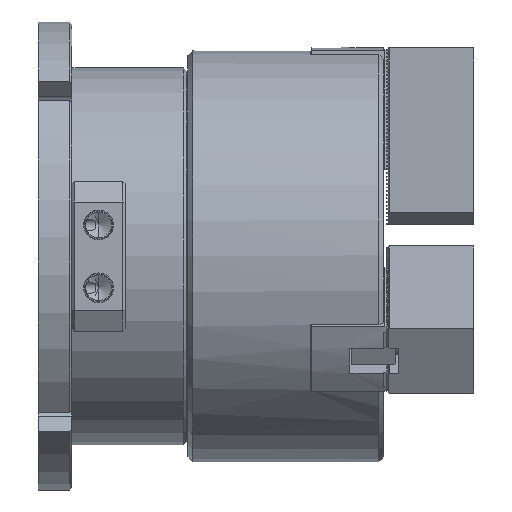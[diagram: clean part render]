
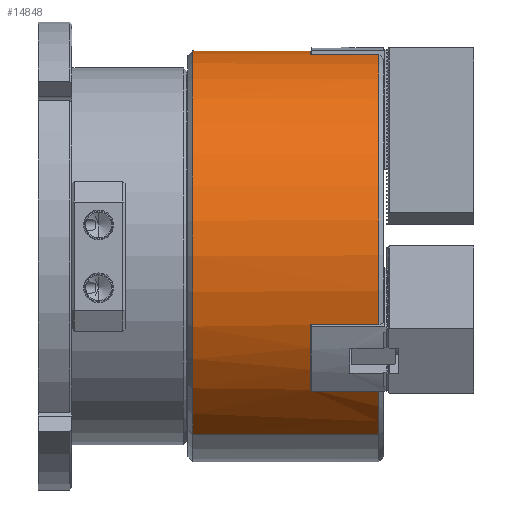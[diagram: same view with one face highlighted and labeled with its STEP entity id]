
A CAD part, front view. The second image highlights one B-rep face of the part: STEP entity #14848.
In plain terms, the highlighted cylindrical face has radius 85 mm (diameter 170 mm), a partial arc.
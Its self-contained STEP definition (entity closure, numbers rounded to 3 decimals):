
#1364 = EDGE_CURVE ( 'NONE', #29590, #30118, #31925, .T. ) ;
#1723 = VECTOR ( 'NONE', #21841, 1000. ) ;
#2799 = LINE ( 'NONE', #24413, #35586 ) ;
#4262 = DIRECTION ( 'NONE',  ( 1., 0., 0. ) ) ;
#5201 = DIRECTION ( 'NONE',  ( -1., 0., 0. ) ) ;
#5736 = ORIENTED_EDGE ( 'NONE', *, *, #39724, .T. ) ;
#7362 = CARTESIAN_POINT ( 'NONE',  ( 50.7, -28.364, 80.128 ) ) ;
#7555 = CARTESIAN_POINT ( 'NONE',  ( 329.829, 0., 0. ) ) ;
#8143 = CARTESIAN_POINT ( 'NONE',  ( 2., 0., 0. ) ) ;
#8184 = VECTOR ( 'NONE', #4262, 1000. ) ;
#8904 = DIRECTION ( 'NONE',  ( -1., 0., 0. ) ) ;
#9066 = AXIS2_PLACEMENT_3D ( 'NONE', #33698, #14140, #37010 ) ;
#10124 = DIRECTION ( 'NONE',  ( -1., 0., 0. ) ) ;
#10460 = CYLINDRICAL_SURFACE ( 'NONE', #26557, 85. ) ;
#10480 = ORIENTED_EDGE ( 'NONE', *, *, #39570, .T. ) ;
#10670 = DIRECTION ( 'NONE',  ( -1., 0., 0. ) ) ;
#11251 = CARTESIAN_POINT ( 'NONE',  ( 50.7, -55.211, -64.628 ) ) ;
#11469 = DIRECTION ( 'NONE',  ( 0., 0., 1. ) ) ;
#11513 = FACE_OUTER_BOUND ( 'NONE', #14048, .T. ) ;
#12058 = AXIS2_PLACEMENT_3D ( 'NONE', #8143, #31071, #11469 ) ;
#12984 = ORIENTED_EDGE ( 'NONE', *, *, #38764, .T. ) ;
#13261 = AXIS2_PLACEMENT_3D ( 'NONE', #34083, #33787, #33654 ) ;
#14048 = EDGE_LOOP ( 'NONE', ( #15667, #23107, #15055, #5736, #18204, #39743, #36538, #12984, #17977, #10480, #22626, #17656 ) ) ;
#14140 = DIRECTION ( 'NONE',  ( -1., 0., 0. ) ) ;
#14350 = EDGE_CURVE ( 'NONE', #26029, #30118, #2799, .T. ) ;
#14488 = CIRCLE ( 'NONE', #20655, 85. ) ;
#14848 = ADVANCED_FACE ( 'NONE', ( #11513 ), #10460, .T. ) ;
#15055 = ORIENTED_EDGE ( 'NONE', *, *, #32686, .T. ) ;
#15255 = CARTESIAN_POINT ( 'NONE',  ( 79., -28.364, 80.128 ) ) ;
#15267 = CIRCLE ( 'NONE', #21154, 85. ) ;
#15509 = CIRCLE ( 'NONE', #12058, 85. ) ;
#15667 = ORIENTED_EDGE ( 'NONE', *, *, #14350, .F. ) ;
#15753 = VERTEX_POINT ( 'NONE', #25396 ) ;
#15945 = CARTESIAN_POINT ( 'NONE',  ( 79., -55.211, -64.628 ) ) ;
#17202 = DIRECTION ( 'NONE',  ( 1., 0., 0. ) ) ;
#17656 = ORIENTED_EDGE ( 'NONE', *, *, #1364, .T. ) ;
#17977 = ORIENTED_EDGE ( 'NONE', *, *, #27738, .T. ) ;
#18062 = VERTEX_POINT ( 'NONE', #32987 ) ;
#18194 = VERTEX_POINT ( 'NONE', #11251 ) ;
#18204 = ORIENTED_EDGE ( 'NONE', *, *, #40469, .T. ) ;
#19022 = DIRECTION ( 'NONE',  ( 1., 0., 0. ) ) ;
#19108 = VERTEX_POINT ( 'NONE', #15945 ) ;
#19402 = VERTEX_POINT ( 'NONE', #20923 ) ;
#19646 = VERTEX_POINT ( 'NONE', #38491 ) ;
#20232 = VERTEX_POINT ( 'NONE', #7362 ) ;
#20655 = AXIS2_PLACEMENT_3D ( 'NONE', #30291, #10670, #33557 ) ;
#20923 = CARTESIAN_POINT ( 'NONE',  ( 79., -55.211, 64.628 ) ) ;
#21154 = AXIS2_PLACEMENT_3D ( 'NONE', #28509, #8904, #31800 ) ;
#21841 = DIRECTION ( 'NONE',  ( -1., 0., 0. ) ) ;
#22626 = ORIENTED_EDGE ( 'NONE', *, *, #30775, .T. ) ;
#23107 = ORIENTED_EDGE ( 'NONE', *, *, #37448, .T. ) ;
#23757 = DIRECTION ( 'NONE',  ( 0., 0., -1. ) ) ;
#23758 = CARTESIAN_POINT ( 'NONE',  ( 329.829, -55.211, -64.628 ) ) ;
#24413 = CARTESIAN_POINT ( 'NONE',  ( 329.829, 0., 85. ) ) ;
#24786 = VECTOR ( 'NONE', #19022, 1000. ) ;
#24800 = LINE ( 'NONE', #23758, #31448 ) ;
#24815 = CARTESIAN_POINT ( 'NONE',  ( 329.829, -55.211, 64.628 ) ) ;
#24894 = CIRCLE ( 'NONE', #33993, 85. ) ;
#25396 = CARTESIAN_POINT ( 'NONE',  ( 79., -28.364, -80.128 ) ) ;
#25654 = CARTESIAN_POINT ( 'NONE',  ( 2., 0., 85. ) ) ;
#25853 = VERTEX_POINT ( 'NONE', #27811 ) ;
#26029 = VERTEX_POINT ( 'NONE', #25654 ) ;
#26557 = AXIS2_PLACEMENT_3D ( 'NONE', #7555, #27174, #23757 ) ;
#27173 = CARTESIAN_POINT ( 'NONE',  ( 329.829, 0., -85. ) ) ;
#27174 = DIRECTION ( 'NONE',  ( 1., 0., 0. ) ) ;
#27507 = VECTOR ( 'NONE', #5201, 1000. ) ;
#27738 = EDGE_CURVE ( 'NONE', #19402, #19646, #28555, .T. ) ;
#27750 = CARTESIAN_POINT ( 'NONE',  ( 79., 0., 85. ) ) ;
#27811 = CARTESIAN_POINT ( 'NONE',  ( 2., 0., -85. ) ) ;
#28509 = CARTESIAN_POINT ( 'NONE',  ( 79., 0., 0. ) ) ;
#28555 = LINE ( 'NONE', #24815, #27507 ) ;
#29590 = VERTEX_POINT ( 'NONE', #15255 ) ;
#29732 = CARTESIAN_POINT ( 'NONE',  ( 50.7, 0., 0. ) ) ;
#30118 = VERTEX_POINT ( 'NONE', #27750 ) ;
#30291 = CARTESIAN_POINT ( 'NONE',  ( 50.7, 0., 0. ) ) ;
#30775 = EDGE_CURVE ( 'NONE', #20232, #29590, #40146, .T. ) ;
#31071 = DIRECTION ( 'NONE',  ( 1., 0., 0. ) ) ;
#31448 = VECTOR ( 'NONE', #17202, 1000. ) ;
#31537 = EDGE_CURVE ( 'NONE', #18062, #18194, #14488, .T. ) ;
#31538 = CARTESIAN_POINT ( 'NONE',  ( 329.829, -28.364, -80.128 ) ) ;
#31800 = DIRECTION ( 'NONE',  ( 0., 0., -1. ) ) ;
#31925 = CIRCLE ( 'NONE', #13261, 85. ) ;
#32686 = EDGE_CURVE ( 'NONE', #25853, #33931, #33269, .T. ) ;
#32987 = CARTESIAN_POINT ( 'NONE',  ( 50.7, -28.364, -80.128 ) ) ;
#33013 = DIRECTION ( 'NONE',  ( 0., 0., -1. ) ) ;
#33269 = LINE ( 'NONE', #27173, #8184 ) ;
#33557 = DIRECTION ( 'NONE',  ( 0., 0., -1. ) ) ;
#33654 = DIRECTION ( 'NONE',  ( 0., 0., -1. ) ) ;
#33698 = CARTESIAN_POINT ( 'NONE',  ( 79., 0., 0. ) ) ;
#33787 = DIRECTION ( 'NONE',  ( -1., 0., 0. ) ) ;
#33931 = VERTEX_POINT ( 'NONE', #40118 ) ;
#33993 = AXIS2_PLACEMENT_3D ( 'NONE', #29732, #10124, #33013 ) ;
#34083 = CARTESIAN_POINT ( 'NONE',  ( 79., 0., 0. ) ) ;
#34260 = DIRECTION ( 'NONE',  ( 1., 0., 0. ) ) ;
#35586 = VECTOR ( 'NONE', #34260, 1000. ) ;
#36218 = EDGE_CURVE ( 'NONE', #18194, #19108, #24800, .T. ) ;
#36538 = ORIENTED_EDGE ( 'NONE', *, *, #36218, .T. ) ;
#36589 = LINE ( 'NONE', #31538, #1723 ) ;
#37010 = DIRECTION ( 'NONE',  ( 0., 0., -1. ) ) ;
#37155 = CIRCLE ( 'NONE', #9066, 85. ) ;
#37448 = EDGE_CURVE ( 'NONE', #26029, #25853, #15509, .T. ) ;
#38491 = CARTESIAN_POINT ( 'NONE',  ( 50.7, -55.211, 64.628 ) ) ;
#38623 = CARTESIAN_POINT ( 'NONE',  ( 329.829, -28.364, 80.128 ) ) ;
#38764 = EDGE_CURVE ( 'NONE', #19108, #19402, #15267, .T. ) ;
#39570 = EDGE_CURVE ( 'NONE', #19646, #20232, #24894, .T. ) ;
#39724 = EDGE_CURVE ( 'NONE', #33931, #15753, #37155, .T. ) ;
#39743 = ORIENTED_EDGE ( 'NONE', *, *, #31537, .T. ) ;
#40118 = CARTESIAN_POINT ( 'NONE',  ( 79., 0., -85. ) ) ;
#40146 = LINE ( 'NONE', #38623, #24786 ) ;
#40469 = EDGE_CURVE ( 'NONE', #15753, #18062, #36589, .T. ) ;
